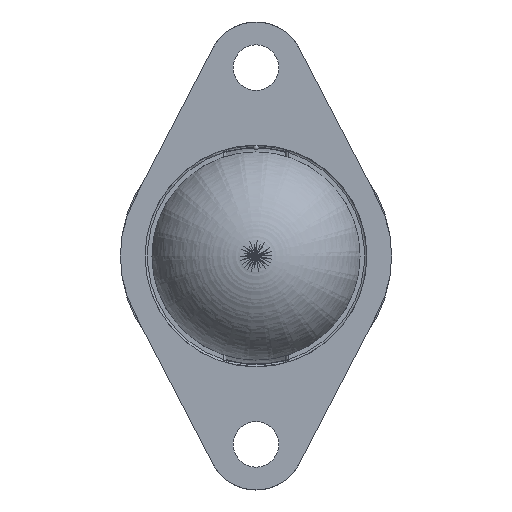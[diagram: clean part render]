
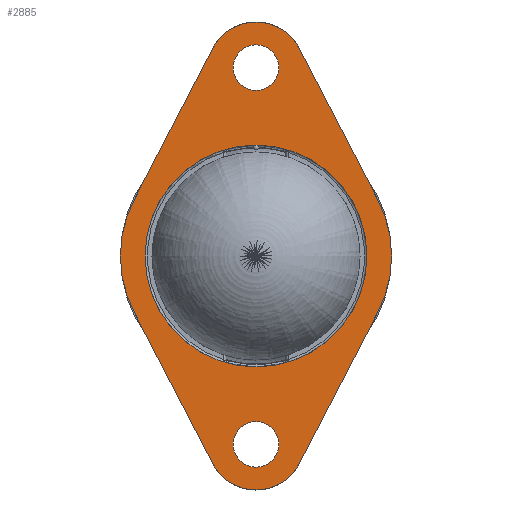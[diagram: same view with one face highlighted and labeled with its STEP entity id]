
A CAD part, left-side view. The second image highlights one B-rep face of the part: STEP entity #2885.
In plain terms, the highlighted face is planar.
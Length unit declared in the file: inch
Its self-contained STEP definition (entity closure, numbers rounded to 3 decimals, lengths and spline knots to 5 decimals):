
#88=VECTOR('',#3459,1.);
#101=VECTOR('',#3531,1.);
#130=VECTOR('',#3745,1.);
#131=VECTOR('',#3748,1.);
#166=LINE('',#5144,#88);
#179=LINE('',#6084,#101);
#208=LINE('',#7189,#130);
#209=LINE('',#7192,#131);
#1074=PLANE('',#3166);
#1216=VERTEX_POINT('',#5128);
#1217=VERTEX_POINT('',#5130);
#1220=VERTEX_POINT('',#5143);
#1245=VERTEX_POINT('',#6068);
#1246=VERTEX_POINT('',#6070);
#1249=VERTEX_POINT('',#6083);
#1314=VERTEX_POINT('',#7175);
#1315=VERTEX_POINT('',#7182);
#1316=VERTEX_POINT('',#7185);
#1317=VERTEX_POINT('',#7188);
#1318=VERTEX_POINT('',#7191);
#1380=CIRCLE('',#3031,0.8);
#1400=CIRCLE('',#3063,0.8);
#1455=CIRCLE('',#3157,1.82004);
#1456=CIRCLE('',#3163,0.37402);
#1457=CIRCLE('',#3165,0.37402);
#1458=CIRCLE('',#3167,1.99446);
#1459=CIRCLE('',#3168,1.99446);
#1565=EDGE_CURVE('',#1216,#1217,#1380,.T.);
#1572=EDGE_CURVE('',#1220,#1216,#166,.T.);
#1611=EDGE_CURVE('',#1245,#1246,#1400,.T.);
#1618=EDGE_CURVE('',#1249,#1245,#179,.T.);
#1731=EDGE_CURVE('',#1314,#1314,#1455,.T.);
#1732=EDGE_CURVE('',#1315,#1315,#1456,.T.);
#1733=EDGE_CURVE('',#1316,#1316,#1457,.T.);
#1734=EDGE_CURVE('',#1317,#1220,#1458,.T.);
#1735=EDGE_CURVE('',#1246,#1317,#208,.T.);
#1736=EDGE_CURVE('',#1318,#1249,#1459,.T.);
#1737=EDGE_CURVE('',#1217,#1318,#209,.T.);
#2267=ORIENTED_EDGE('',*,*,#1731,.T.);
#2268=ORIENTED_EDGE('',*,*,#1572,.F.);
#2269=ORIENTED_EDGE('',*,*,#1734,.F.);
#2270=ORIENTED_EDGE('',*,*,#1735,.F.);
#2271=ORIENTED_EDGE('',*,*,#1611,.F.);
#2272=ORIENTED_EDGE('',*,*,#1618,.F.);
#2273=ORIENTED_EDGE('',*,*,#1736,.F.);
#2274=ORIENTED_EDGE('',*,*,#1737,.F.);
#2275=ORIENTED_EDGE('',*,*,#1565,.F.);
#2276=ORIENTED_EDGE('',*,*,#1733,.T.);
#2277=ORIENTED_EDGE('',*,*,#1732,.T.);
#2508=EDGE_LOOP('',(#2267));
#2509=EDGE_LOOP('',(#2268,#2269,#2270,#2271,#2272,#2273,#2274,#2275));
#2510=EDGE_LOOP('',(#2276));
#2511=EDGE_LOOP('',(#2277));
#2724=FACE_BOUND('',#2508,.T.);
#2725=FACE_BOUND('',#2509,.T.);
#2726=FACE_BOUND('',#2510,.T.);
#2727=FACE_BOUND('',#2511,.T.);
#2885=ADVANCED_FACE('',(#2724,#2725,#2726,#2727),#1074,.F.);
#3031=AXIS2_PLACEMENT_3D('',#5129,#3449,#3450);
#3063=AXIS2_PLACEMENT_3D('',#6069,#3521,#3522);
#3157=AXIS2_PLACEMENT_3D('',#7174,#3728,#3729);
#3163=AXIS2_PLACEMENT_3D('',#7181,#3736,#3737);
#3165=AXIS2_PLACEMENT_3D('',#7184,#3740,#3741);
#3166=AXIS2_PLACEMENT_3D('',#7186,#3742,$);
#3167=AXIS2_PLACEMENT_3D('',#7187,#3743,#3744);
#3168=AXIS2_PLACEMENT_3D('',#7190,#3746,#3747);
#3449=DIRECTION('',(0.,0.,1.));
#3450=DIRECTION('',(0.8,0.,0.));
#3459=DIRECTION('',(-0.888,-0.46,0.));
#3521=DIRECTION('',(0.,0.,1.));
#3522=DIRECTION('',(0.8,0.,0.));
#3531=DIRECTION('',(0.888,0.46,0.));
#3728=DIRECTION('',(0.,0.,1.));
#3729=DIRECTION('',(0.,1.82,0.));
#3736=DIRECTION('',(0.,0.,1.));
#3737=DIRECTION('',(0.374,0.,0.));
#3740=DIRECTION('',(0.,0.,1.));
#3741=DIRECTION('',(0.374,0.,0.));
#3742=DIRECTION('',(0.,0.,1.));
#3743=DIRECTION('',(0.,0.,1.));
#3744=DIRECTION('',(1.994,0.,0.));
#3745=DIRECTION('',(-0.888,0.46,0.));
#3746=DIRECTION('',(0.,0.,1.));
#3747=DIRECTION('',(1.994,0.,0.));
#3748=DIRECTION('',(0.888,-0.46,0.));
#5128=CARTESIAN_POINT('',(-3.40681,0.71022,0.));
#5129=CARTESIAN_POINT('',(-3.03858,0.,0.));
#5130=CARTESIAN_POINT('',(-3.40681,-0.71022,0.));
#5143=CARTESIAN_POINT('',(-0.91802,2.00058,0.));
#5144=CARTESIAN_POINT('',(-0.91802,2.00058,0.));
#6068=CARTESIAN_POINT('',(3.40681,-0.71022,0.));
#6069=CARTESIAN_POINT('',(3.03858,0.,0.));
#6070=CARTESIAN_POINT('',(3.40681,0.71022,0.));
#6083=CARTESIAN_POINT('',(0.91802,-2.00058,0.));
#6084=CARTESIAN_POINT('',(0.91802,-2.00058,0.));
#7174=CARTESIAN_POINT('',(0.,0.,0.));
#7175=CARTESIAN_POINT('',(0.,1.82004,0.));
#7181=CARTESIAN_POINT('',(3.09055,0.,0.));
#7182=CARTESIAN_POINT('',(2.71654,0.,0.));
#7184=CARTESIAN_POINT('',(-3.09055,0.,0.));
#7185=CARTESIAN_POINT('',(-3.46457,0.,0.));
#7186=CARTESIAN_POINT('',(0.,0.,0.));
#7187=CARTESIAN_POINT('',(0.,0.22994,0.));
#7188=CARTESIAN_POINT('',(0.91802,2.00058,0.));
#7189=CARTESIAN_POINT('',(3.40681,0.71022,0.));
#7190=CARTESIAN_POINT('',(0.,-0.22994,0.));
#7191=CARTESIAN_POINT('',(-0.91802,-2.00058,0.));
#7192=CARTESIAN_POINT('',(-3.40681,-0.71022,0.));
